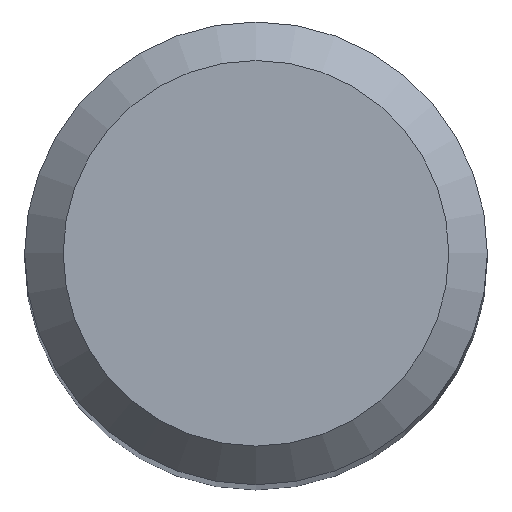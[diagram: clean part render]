
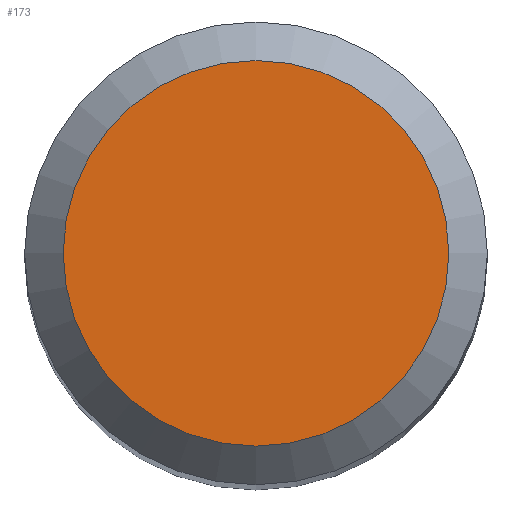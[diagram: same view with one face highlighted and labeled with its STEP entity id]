
A CAD part, top view. The second image highlights one B-rep face of the part: STEP entity #173.
In plain terms, the highlighted planar face has unit normal (0, 0, 1).
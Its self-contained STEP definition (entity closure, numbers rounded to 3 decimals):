
#23 = AXIS2_PLACEMENT_3D ( 'NONE', #73, #148, #137 ) ;
#32 = VERTEX_POINT ( 'NONE', #89 ) ;
#50 = CARTESIAN_POINT ( 'NONE',  ( 0., 0., 75. ) ) ;
#56 = CIRCLE ( 'NONE', #23, 2.5 ) ;
#66 = AXIS2_PLACEMENT_3D ( 'NONE', #50, #151, #153 ) ;
#73 = CARTESIAN_POINT ( 'NONE',  ( 0., 0., 75. ) ) ;
#77 = FACE_OUTER_BOUND ( 'NONE', #214, .T. ) ;
#78 = PLANE ( 'NONE',  #66 ) ;
#89 = CARTESIAN_POINT ( 'NONE',  ( 0., 2.5, 75. ) ) ;
#104 = EDGE_CURVE ( 'NONE', #32, #32, #56, .T. ) ;
#137 = DIRECTION ( 'NONE',  ( 0., 1., 0. ) ) ;
#148 = DIRECTION ( 'NONE',  ( 0., 0., -1. ) ) ;
#151 = DIRECTION ( 'NONE',  ( 0., 0., -1. ) ) ;
#153 = DIRECTION ( 'NONE',  ( 0., 1., 0. ) ) ;
#173 = ADVANCED_FACE ( 'NONE', ( #77 ), #78, .F. ) ;
#214 = EDGE_LOOP ( 'NONE', ( #242 ) ) ;
#242 = ORIENTED_EDGE ( 'NONE', *, *, #104, .F. ) ;
